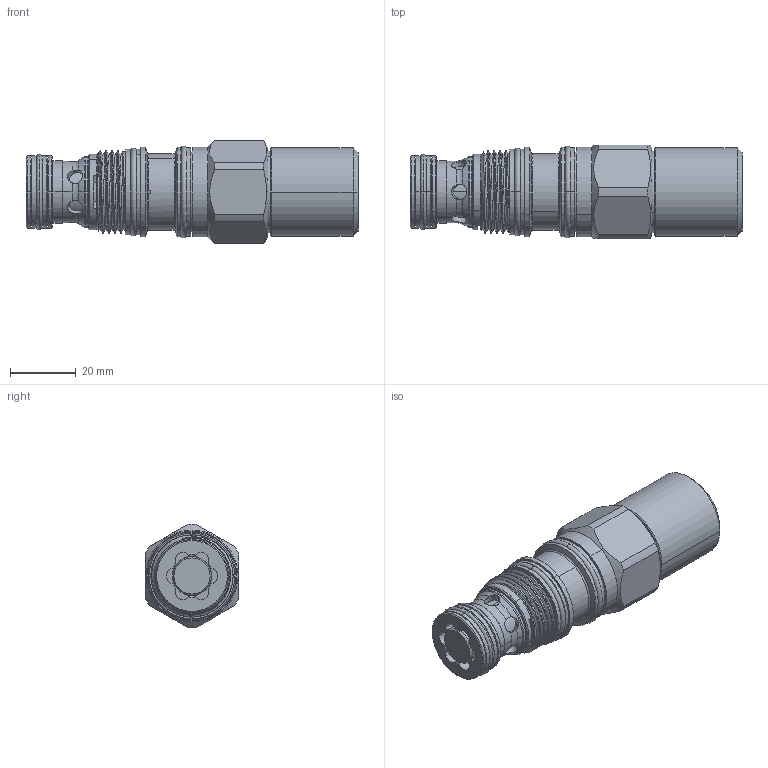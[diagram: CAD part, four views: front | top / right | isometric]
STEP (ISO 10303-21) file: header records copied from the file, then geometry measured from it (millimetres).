
FILE_DESCRIPTION (( 'STEP AP203' ), '1' );
FILE_NAME ('CB2A3A(3C)-CA-80.STEP', '2023-03-13T01:38:32', ( '' ), ( '' ), 'SwSTEP 2.0', 'SolidWorks 2018', '' );
FILE_SCHEMA (( 'CONFIG_CONTROL_DESIGN' ));
Length unit declared in the file: millimetre
Products named in the file (1): CB2A3A(3C)-CA-80
Bounding box: 101.36 x 28.57 x 31.59 mm (x, y, z)
Volume: 51876.7 mm3; surface area: 14064 mm2
Topology: 3 solids, 4 shells, 303 faces, 746 edges, 477 vertices
Faces by surface type: cylinder 113, plane 105, torus 45, cone 31, bspline 7, sphere 2
Entity records: 12685 total; most frequent: CARTESIAN_POINT 5449, DIRECTION 1513, ORIENTED_EDGE 1492, EDGE_CURVE 746, AXIS2_PLACEMENT_3D 592, VERTEX_POINT 477, EDGE_LOOP 335, VECTOR 329
